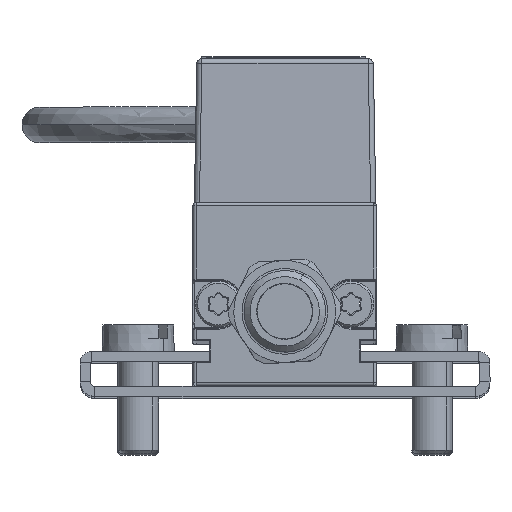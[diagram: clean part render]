
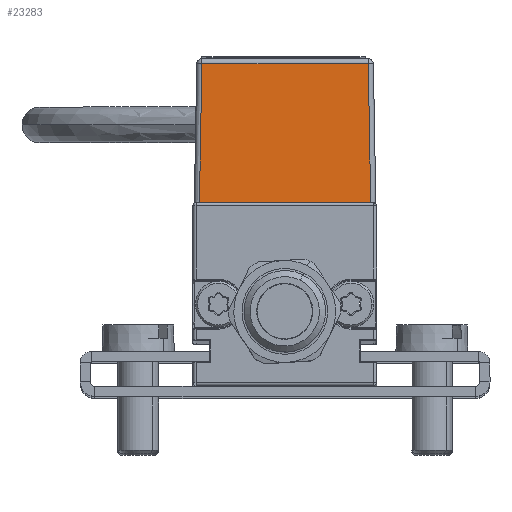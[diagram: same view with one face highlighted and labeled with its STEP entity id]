
A CAD part, top view. The second image highlights one B-rep face of the part: STEP entity #23283.
In plain terms, the highlighted planar face has unit normal (0, 0.018, 1).
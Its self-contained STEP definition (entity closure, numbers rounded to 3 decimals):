
#19 = ORIENTED_EDGE ( 'NONE', *, *, #5042, .T. ) ;
#255 = CARTESIAN_POINT ( 'NONE',  ( 8.421, 18.302, 183.003 ) ) ;
#410 = DIRECTION ( 'NONE',  ( -0.017, 1., -0.017 ) ) ;
#645 = EDGE_CURVE ( 'NONE', #20910, #9124, #4724, .T. ) ;
#908 = CARTESIAN_POINT ( 'NONE',  ( -8.366, 17.991, 183.009 ) ) ;
#1430 = DIRECTION ( 'NONE',  ( 0., -1., 0.017 ) ) ;
#2514 = CARTESIAN_POINT ( 'NONE',  ( -8.129, 31.583, 182.771 ) ) ;
#2818 = EDGE_CURVE ( 'NONE', #6617, #20910, #6833, .T. ) ;
#3067 = CARTESIAN_POINT ( 'NONE',  ( -8.366, 18., 183.009 ) ) ;
#3865 = ORIENTED_EDGE ( 'NONE', *, *, #21652, .T. ) ;
#4724 = LINE ( 'NONE', #11067, #24658 ) ;
#4766 = CARTESIAN_POINT ( 'NONE',  ( 8.189, 31.583, 182.771 ) ) ;
#5042 = EDGE_CURVE ( 'NONE', #9124, #16693, #10443, .T. ) ;
#6617 = VERTEX_POINT ( 'NONE', #18390 ) ;
#6833 = LINE ( 'NONE', #255, #21048 ) ;
#7172 = PLANE ( 'NONE',  #12689 ) ;
#7450 = CARTESIAN_POINT ( 'NONE',  ( -8.868, 18., 183.009 ) ) ;
#9124 = VERTEX_POINT ( 'NONE', #2514 ) ;
#10443 = LINE ( 'NONE', #908, #12241 ) ;
#10454 = FACE_OUTER_BOUND ( 'NONE', #23522, .T. ) ;
#10953 = DIRECTION ( 'NONE',  ( -1., 0., 0. ) ) ;
#11067 = CARTESIAN_POINT ( 'NONE',  ( -8.868, 31.583, 182.771 ) ) ;
#11967 = ORIENTED_EDGE ( 'NONE', *, *, #2818, .T. ) ;
#12241 = VECTOR ( 'NONE', #12575, 1000. ) ;
#12575 = DIRECTION ( 'NONE',  ( -0.017, -1., 0.017 ) ) ;
#12689 = AXIS2_PLACEMENT_3D ( 'NONE', #24611, #13098, #1430 ) ;
#13098 = DIRECTION ( 'NONE',  ( 0., 0.017, 1. ) ) ;
#16693 = VERTEX_POINT ( 'NONE', #3067 ) ;
#18390 = CARTESIAN_POINT ( 'NONE',  ( 8.426, 18., 183.009 ) ) ;
#19773 = LINE ( 'NONE', #7450, #24288 ) ;
#20910 = VERTEX_POINT ( 'NONE', #4766 ) ;
#21048 = VECTOR ( 'NONE', #410, 1000. ) ;
#21652 = EDGE_CURVE ( 'NONE', #16693, #6617, #19773, .T. ) ;
#23283 = ADVANCED_FACE ( 'NONE', ( #10454 ), #7172, .T. ) ;
#23464 = ORIENTED_EDGE ( 'NONE', *, *, #645, .T. ) ;
#23522 = EDGE_LOOP ( 'NONE', ( #11967, #23464, #19, #3865 ) ) ;
#24288 = VECTOR ( 'NONE', #24818, 1000. ) ;
#24611 = CARTESIAN_POINT ( 'NONE',  ( -8.868, 18., 183.009 ) ) ;
#24658 = VECTOR ( 'NONE', #10953, 1000. ) ;
#24818 = DIRECTION ( 'NONE',  ( 1., 0., 0. ) ) ;
